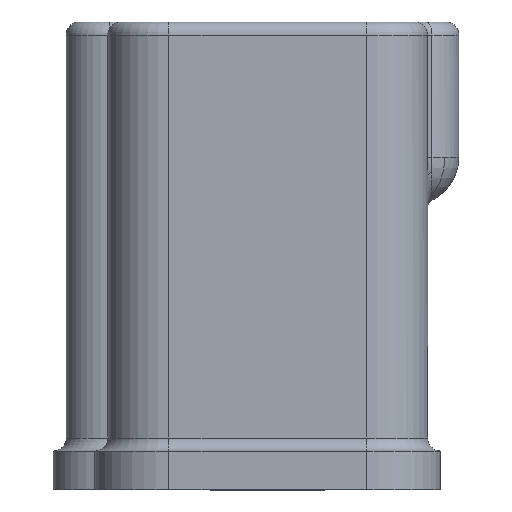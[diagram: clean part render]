
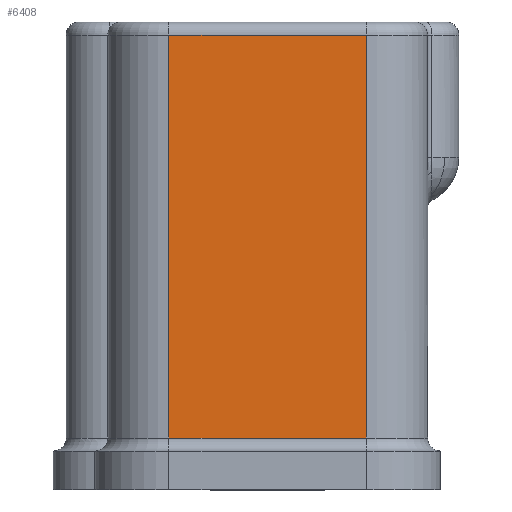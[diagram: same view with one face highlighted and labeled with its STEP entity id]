
A CAD part, front view. The second image highlights one B-rep face of the part: STEP entity #6408.
In plain terms, the highlighted planar face has unit normal (0, -1, 0).
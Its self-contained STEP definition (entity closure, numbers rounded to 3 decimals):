
#6395=AXIS2_PLACEMENT_3D('Plane Axis2P3D',#6392,#6393,#6394) ;
#4930=CARTESIAN_POINT('Vertex',(-3.8,-10.25,0.5)) ;
#4957=CARTESIAN_POINT('Line Origine',(-3.8,-10.25,8.25)) ;
#4961=CARTESIAN_POINT('Vertex',(-3.8,-10.25,16.)) ;
#5443=CARTESIAN_POINT('Vertex',(3.8,-10.25,0.5)) ;
#5470=CARTESIAN_POINT('Line Origine',(0.,-10.25,0.5)) ;
#5614=CARTESIAN_POINT('Vertex',(3.8,-10.25,16.)) ;
#5617=CARTESIAN_POINT('Line Origine',(3.8,-10.25,8.25)) ;
#6392=CARTESIAN_POINT('Axis2P3D Location',(-6.15,-10.25,0.)) ;
#6397=CARTESIAN_POINT('Line Origine',(0.,-10.25,16.)) ;
#4958=DIRECTION('Vector Direction',(0.,0.,1.)) ;
#5471=DIRECTION('Vector Direction',(1.,0.,0.)) ;
#5618=DIRECTION('Vector Direction',(0.,0.,1.)) ;
#6393=DIRECTION('Axis2P3D Direction',(-0.,-1.,-0.)) ;
#6394=DIRECTION('Axis2P3D XDirection',(-1.,0.,0.)) ;
#6398=DIRECTION('Vector Direction',(1.,0.,0.)) ;
#4959=VECTOR('Line Direction',#4958,1.) ;
#5472=VECTOR('Line Direction',#5471,1.) ;
#5619=VECTOR('Line Direction',#5618,1.) ;
#6399=VECTOR('Line Direction',#6398,1.) ;
#6403=ORIENTED_EDGE('',*,*,#5621,.T.) ;
#6404=ORIENTED_EDGE('',*,*,#6401,.F.) ;
#6405=ORIENTED_EDGE('',*,*,#4963,.F.) ;
#6406=ORIENTED_EDGE('',*,*,#5474,.F.) ;
#6408=ADVANCED_FACE('6W M-HSG Key A',(#6407),#6396,.T.) ;
#4963=EDGE_CURVE('',#4931,#4962,#4960,.T.) ;
#5474=EDGE_CURVE('',#5444,#4931,#5473,.F.) ;
#5621=EDGE_CURVE('',#5444,#5615,#5620,.T.) ;
#6401=EDGE_CURVE('',#4962,#5615,#6400,.T.) ;
#6402=EDGE_LOOP('',(#6403,#6404,#6405,#6406)) ;
#6407=FACE_OUTER_BOUND('',#6402,.T.) ;
#4960=LINE('Line',#4957,#4959) ;
#5473=LINE('Line',#5470,#5472) ;
#5620=LINE('Line',#5617,#5619) ;
#6400=LINE('Line',#6397,#6399) ;
#6396=PLANE('',#6395) ;
#4931=VERTEX_POINT('',#4930) ;
#4962=VERTEX_POINT('',#4961) ;
#5444=VERTEX_POINT('',#5443) ;
#5615=VERTEX_POINT('',#5614) ;
